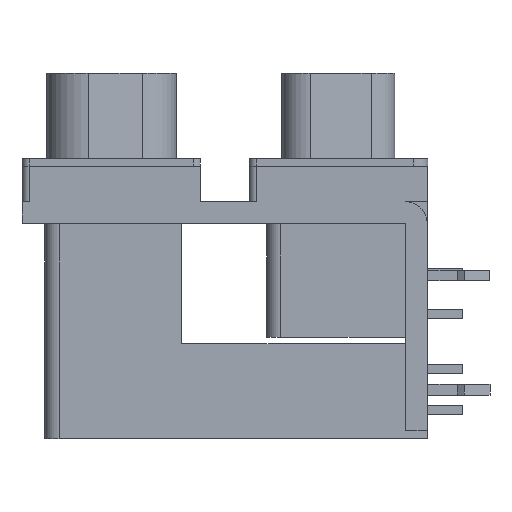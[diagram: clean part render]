
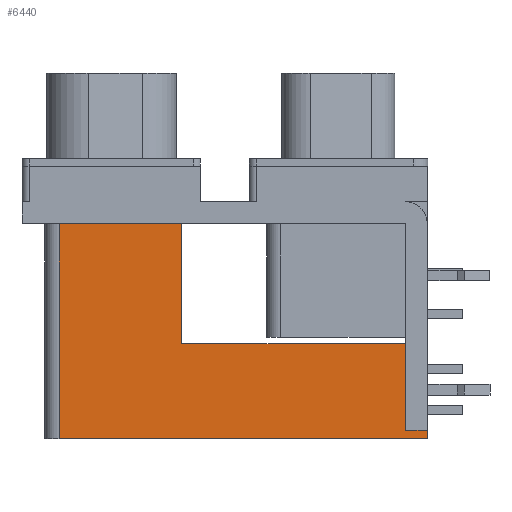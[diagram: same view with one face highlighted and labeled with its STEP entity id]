
A CAD part, left-side view. The second image highlights one B-rep face of the part: STEP entity #6440.
In plain terms, the highlighted planar face has unit normal (-1, 0, 0).
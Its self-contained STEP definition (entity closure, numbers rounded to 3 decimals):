
#195 = VERTEX_POINT ( 'NONE', #16932 ) ;
#951 = LINE ( 'NONE', #13012, #1177 ) ;
#1035 = CARTESIAN_POINT ( 'NONE',  ( 486.162, 79.295, -19.6 ) ) ;
#1177 = VECTOR ( 'NONE', #14559, 1000. ) ;
#1212 = LINE ( 'NONE', #9091, #10402 ) ;
#1285 = EDGE_CURVE ( 'NONE', #5110, #17210, #951, .T. ) ;
#1939 = DIRECTION ( 'NONE',  ( 0., -1., 0. ) ) ;
#2383 = VERTEX_POINT ( 'NONE', #17256 ) ;
#3160 = EDGE_CURVE ( 'NONE', #3562, #2383, #1212, .T. ) ;
#3562 = VERTEX_POINT ( 'NONE', #14780 ) ;
#3577 = LINE ( 'NONE', #15285, #15371 ) ;
#3669 = LINE ( 'NONE', #13198, #4750 ) ;
#4044 = CARTESIAN_POINT ( 'NONE',  ( 486.162, 79.295, -3. ) ) ;
#4364 = CARTESIAN_POINT ( 'NONE',  ( 486.162, 70.695, -12.95 ) ) ;
#4750 = VECTOR ( 'NONE', #7596, 1000. ) ;
#5110 = VERTEX_POINT ( 'NONE', #4044 ) ;
#5409 = DIRECTION ( 'NONE',  ( 0., 1., 0. ) ) ;
#6440 = ADVANCED_FACE ( 'NONE', ( #12288 ), #10943, .F. ) ;
#7312 = EDGE_CURVE ( 'NONE', #2383, #17210, #3669, .T. ) ;
#7389 = CARTESIAN_POINT ( 'NONE',  ( 486.162, 70.695, -12.95 ) ) ;
#7514 = CARTESIAN_POINT ( 'NONE',  ( 486.162, 81.395, -3. ) ) ;
#7596 = DIRECTION ( 'NONE',  ( 0., 1., 0. ) ) ;
#8596 = ORIENTED_EDGE ( 'NONE', *, *, #8828, .F. ) ;
#8828 = EDGE_CURVE ( 'NONE', #195, #13027, #3577, .T. ) ;
#9091 = CARTESIAN_POINT ( 'NONE',  ( 486.162, 53.515, -12.95 ) ) ;
#9248 = AXIS2_PLACEMENT_3D ( 'NONE', #11036, #16475, #5409 ) ;
#10402 = VECTOR ( 'NONE', #17306, 1000. ) ;
#10943 = PLANE ( 'NONE',  #9248 ) ;
#11005 = ORIENTED_EDGE ( 'NONE', *, *, #15030, .F. ) ;
#11036 = CARTESIAN_POINT ( 'NONE',  ( 486.162, 0., 0. ) ) ;
#11147 = LINE ( 'NONE', #4364, #11899 ) ;
#11235 = EDGE_CURVE ( 'NONE', #5110, #195, #11268, .T. ) ;
#11268 = LINE ( 'NONE', #7514, #12634 ) ;
#11899 = VECTOR ( 'NONE', #15236, 1000. ) ;
#12288 = FACE_OUTER_BOUND ( 'NONE', #12715, .T. ) ;
#12634 = VECTOR ( 'NONE', #1939, 1000. ) ;
#12715 = EDGE_LOOP ( 'NONE', ( #15133, #16166, #13102, #13275, #11005, #8596 ) ) ;
#13012 = CARTESIAN_POINT ( 'NONE',  ( 486.162, 79.295, -19.6 ) ) ;
#13027 = VERTEX_POINT ( 'NONE', #7389 ) ;
#13102 = ORIENTED_EDGE ( 'NONE', *, *, #7312, .F. ) ;
#13198 = CARTESIAN_POINT ( 'NONE',  ( 486.162, 53.515, -19.6 ) ) ;
#13275 = ORIENTED_EDGE ( 'NONE', *, *, #3160, .F. ) ;
#14559 = DIRECTION ( 'NONE',  ( 0., 0., -1. ) ) ;
#14780 = CARTESIAN_POINT ( 'NONE',  ( 486.162, 53.515, -12.95 ) ) ;
#15030 = EDGE_CURVE ( 'NONE', #13027, #3562, #11147, .T. ) ;
#15133 = ORIENTED_EDGE ( 'NONE', *, *, #11235, .F. ) ;
#15236 = DIRECTION ( 'NONE',  ( 0., -1., 0. ) ) ;
#15285 = CARTESIAN_POINT ( 'NONE',  ( 486.162, 70.695, -3. ) ) ;
#15371 = VECTOR ( 'NONE', #17224, 1000. ) ;
#16166 = ORIENTED_EDGE ( 'NONE', *, *, #1285, .T. ) ;
#16475 = DIRECTION ( 'NONE',  ( 1., 0., 0. ) ) ;
#16932 = CARTESIAN_POINT ( 'NONE',  ( 486.162, 70.695, -3. ) ) ;
#17210 = VERTEX_POINT ( 'NONE', #1035 ) ;
#17224 = DIRECTION ( 'NONE',  ( 0., 0., -1. ) ) ;
#17256 = CARTESIAN_POINT ( 'NONE',  ( 486.162, 53.515, -19.6 ) ) ;
#17306 = DIRECTION ( 'NONE',  ( 0., 0., -1. ) ) ;
